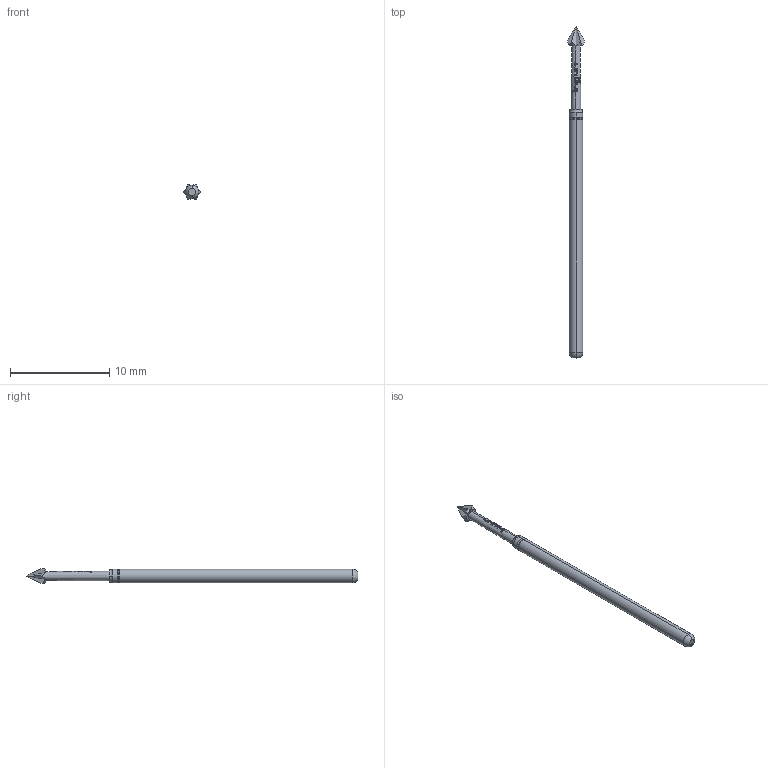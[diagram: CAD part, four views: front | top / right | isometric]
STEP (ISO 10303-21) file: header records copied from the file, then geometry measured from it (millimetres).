
FILE_DESCRIPTION (( 'STEP AP203' ), '1' );
FILE_NAME ('INGUN_GKS-100_217_170_A_xx00.STEP', '2021-10-29T08:45:49', ( 'ochi' ), ( '' ), 'SwSTEP 2.0', 'SolidWorks 2018', '' );
FILE_SCHEMA (( 'CONFIG_CONTROL_DESIGN' ));
Length unit declared in the file: millimetre
Products named in the file (1): INGUN_GKS-100_217_170_A_xx00
Bounding box: 1.7 x 33.4 x 1.53 mm (x, y, z)
Volume: 42.1 mm3; surface area: 135.9 mm2
Topology: 1 solids, 1 shells, 119 faces, 322 edges, 208 vertices
Faces by surface type: bspline 60, cone 22, plane 15, cylinder 12, torus 10
Entity records: 4865 total; most frequent: CARTESIAN_POINT 2404, ORIENTED_EDGE 644, EDGE_CURVE 322, DIRECTION 262, B_SPLINE_CURVE_WITH_KNOTS 218, VERTEX_POINT 208, EDGE_LOOP 122, FACE_OUTER_BOUND 119
